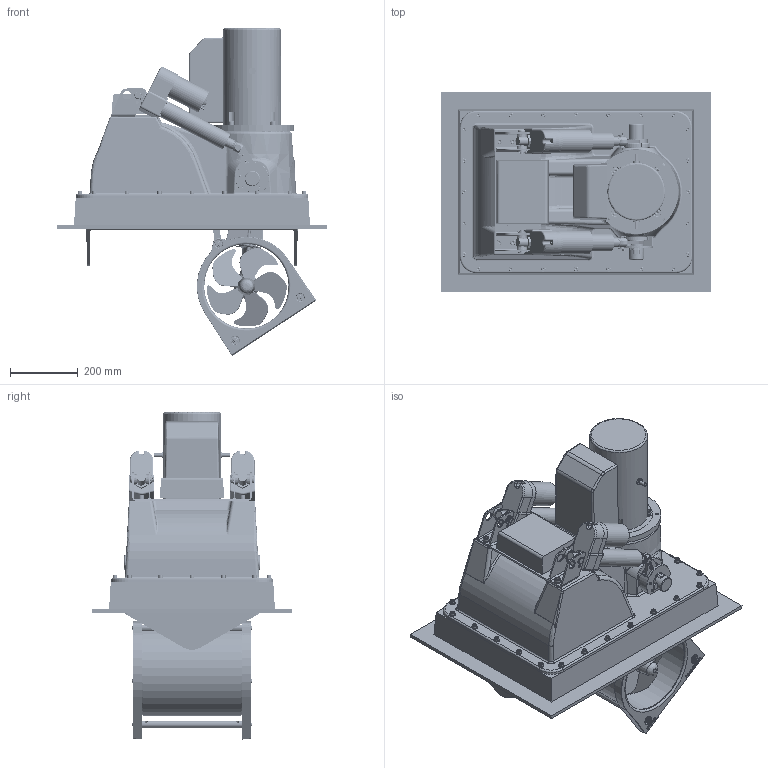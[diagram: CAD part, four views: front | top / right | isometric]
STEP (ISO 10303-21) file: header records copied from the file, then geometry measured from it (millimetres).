
FILE_DESCRIPTION(/* description */ (''),/* implementation_level */ '2;1');
FILE_NAME(/* name */ 'SRV130-250T (12V) OUT.stp',/* time_stamp */ '2016-12-15T10:15:23+01:00',/* author */ ('elvira'),/* organization */ (''),/* preprocessor_version */ 'ST-DEVELOPER v16.1',/* originating_system */ 'Autodesk Inventor 2016',/* authorisation */ '');
FILE_SCHEMA (('AUTOMOTIVE_DESIGN { 1 0 10303 214 3 1 1 }'));
Products named in the file (1): SRV130-250 (12V)
Bounding box: 797.3 x 590 x 967.02 mm (x, y, z)
Volume: 71489391.4 mm3; surface area: 4461285.1 mm2
Topology: 32 solids, 32 shells, 4484 faces, 11482 edges, 7190 vertices
Faces by surface type: plane 1979, cylinder 1062, bspline 905, cone 287, torus 218, sphere 33
Full cylindrical faces by diameter (mm): 1 x6, 3.242 x10, 3.5 x4, 4 x8, 4.134 x4, 4.6 x1, 4.917 x2, 5.2 x2, 7 x2, 7.53 x2, 7.878 x8, 8 x24, 8.3 x4, 8.376 x10, 9.3 x2, 10 x21, 10.5 x4, 11 x6, 11.45 x4, 11.5 x4, 11.95 x2, 12 x4, 12.7 x12, 12.8 x16, 13 x32, 15.6 x6, 16 x31, 20 x9, 24 x1, 25 x4
Entity records: 177665 total; most frequent: CARTESIAN_POINT 73791, ORIENTED_EDGE 21280, DIRECTION 18845, EDGE_CURVE 10637, AXIS2_PLACEMENT_3D 7039, VERTEX_POINT 6973, EDGE_LOOP 5413, LINE 4767
